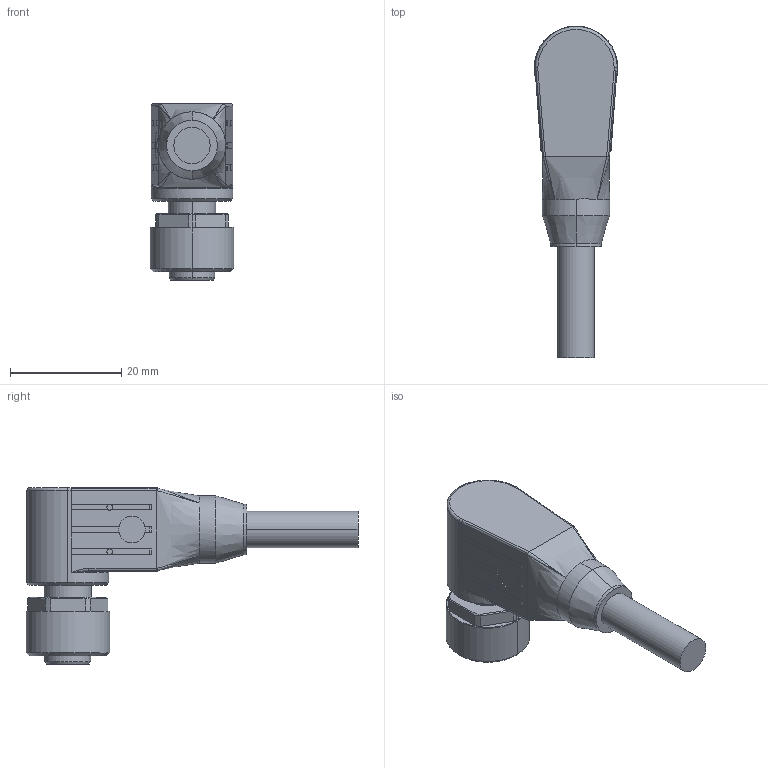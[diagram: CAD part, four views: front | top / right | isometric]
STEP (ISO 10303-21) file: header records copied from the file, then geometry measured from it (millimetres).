
FILE_DESCRIPTION (( 'STEP AP214' ), '1' );
FILE_NAME ('7000-17061-2950300.step', '2016-05-09T18:40:07', ( '' ), ( '' ), 'SwSTEP 2.0', 'SolidWorks 2015', '' );
FILE_SCHEMA (( 'AUTOMOTIVE_DESIGN' ));
Length unit declared in the file: millimetre
Products named in the file (1): 7000-17061-2950300
Bounding box: 15 x 59.6 x 31.7 mm (x, y, z)
Volume: 9094.5 mm3; surface area: 4084.1 mm2
Topology: 1 solids, 1 shells, 174 faces, 430 edges, 272 vertices
Faces by surface type: plane 73, cylinder 67, cone 18, bspline 10, torus 6
Entity records: 5772 total; most frequent: CARTESIAN_POINT 1700, ORIENTED_EDGE 848, DIRECTION 835, EDGE_CURVE 424, AXIS2_PLACEMENT_3D 320, VERTEX_POINT 272, LINE 195, VECTOR 195
